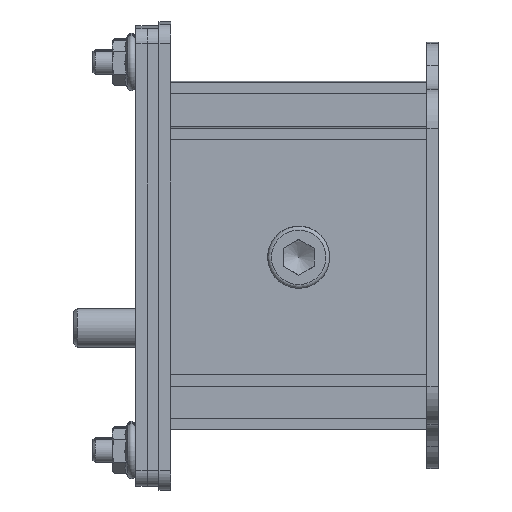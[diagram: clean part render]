
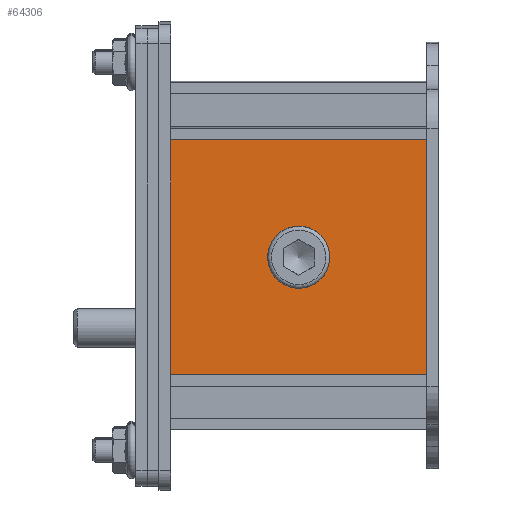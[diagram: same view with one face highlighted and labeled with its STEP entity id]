
A CAD part, left-side view. The second image highlights one B-rep face of the part: STEP entity #64306.
In plain terms, the highlighted planar face has unit normal (-1, 0, -0.002).
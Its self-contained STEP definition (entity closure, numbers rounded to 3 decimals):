
#1331=FACE_BOUND('',#8005,.T.);
#1797=CIRCLE('',#67693,4.188);
#5001=FACE_OUTER_BOUND('',#8004,.T.);
#8004=EDGE_LOOP('',(#50398,#50399,#50400,#50401));
#8005=EDGE_LOOP('',(#50402));
#13733=LINE('',#101922,#21156);
#13734=LINE('',#101924,#21157);
#13735=LINE('',#101926,#21158);
#13736=LINE('',#101927,#21159);
#21156=VECTOR('',#77682,10.);
#21157=VECTOR('',#77683,10.);
#21158=VECTOR('',#77684,10.);
#21159=VECTOR('',#77685,10.);
#27894=VERTEX_POINT('',#101920);
#27895=VERTEX_POINT('',#101921);
#27896=VERTEX_POINT('',#101923);
#27897=VERTEX_POINT('',#101925);
#27898=VERTEX_POINT('',#101928);
#36944=EDGE_CURVE('',#27894,#27895,#13733,.T.);
#36945=EDGE_CURVE('',#27895,#27896,#13734,.T.);
#36946=EDGE_CURVE('',#27896,#27897,#13735,.T.);
#36947=EDGE_CURVE('',#27897,#27894,#13736,.T.);
#36948=EDGE_CURVE('',#27898,#27898,#1797,.T.);
#50398=ORIENTED_EDGE('',*,*,#36944,.T.);
#50399=ORIENTED_EDGE('',*,*,#36945,.T.);
#50400=ORIENTED_EDGE('',*,*,#36946,.T.);
#50401=ORIENTED_EDGE('',*,*,#36947,.T.);
#50402=ORIENTED_EDGE('',*,*,#36948,.T.);
#58779=PLANE('',#67692);
#64306=ADVANCED_FACE('',(#5001,#1331),#58779,.T.);
#67692=AXIS2_PLACEMENT_3D('',#101919,#77680,#77681);
#67693=AXIS2_PLACEMENT_3D('',#101929,#77686,#77687);
#77680=DIRECTION('center_axis',(-1.,0.,
-0.002));
#77681=DIRECTION('ref_axis',(-0.002,0.,
1.));
#77682=DIRECTION('',(0.,-1.,0.));
#77683=DIRECTION('',(-0.002,0.,1.));
#77684=DIRECTION('',(0.,1.,0.));
#77685=DIRECTION('',(0.002,0.,-1.));
#77686=DIRECTION('center_axis',(1.,0.,
0.002));
#77687=DIRECTION('ref_axis',(-0.002,0.,
1.));
#101919=CARTESIAN_POINT('Origin',(-337.425,44.549,111.28));
#101920=CARTESIAN_POINT('',(-337.377,77.549,81.03));
#101921=CARTESIAN_POINT('',(-337.377,11.549,81.03));
#101922=CARTESIAN_POINT('',(-337.377,77.549,81.03));
#101923=CARTESIAN_POINT('',(-337.473,11.549,141.53));
#101924=CARTESIAN_POINT('',(-337.377,11.549,81.03));
#101925=CARTESIAN_POINT('',(-337.473,77.549,141.53));
#101926=CARTESIAN_POINT('',(-337.473,11.549,141.53));
#101927=CARTESIAN_POINT('',(-337.473,77.549,141.53));
#101928=CARTESIAN_POINT('',(-337.431,44.549,115.468));
#101929=CARTESIAN_POINT('Origin',(-337.425,44.549,111.28));
